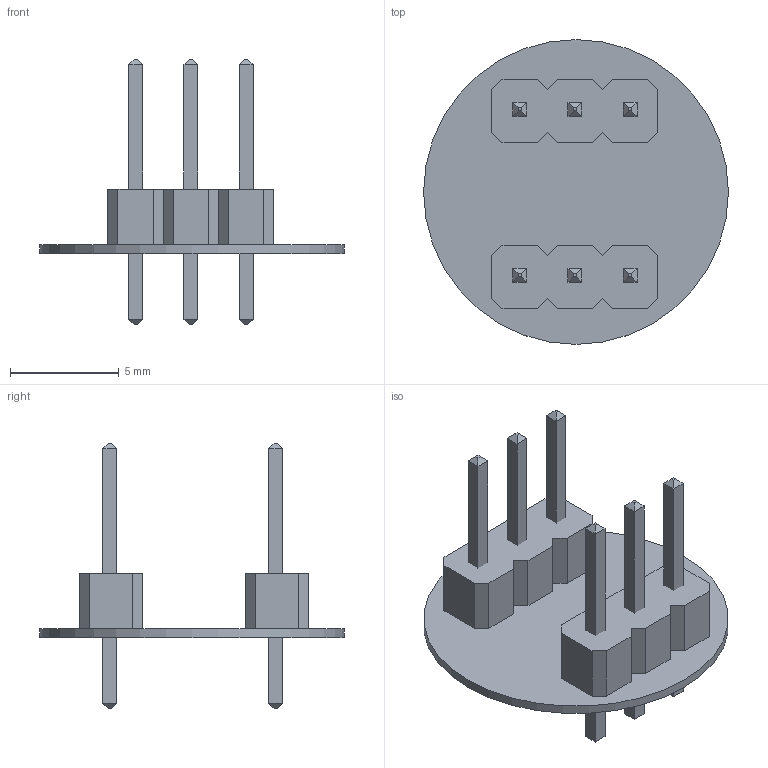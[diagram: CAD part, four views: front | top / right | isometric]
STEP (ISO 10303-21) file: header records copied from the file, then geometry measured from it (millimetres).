
FILE_DESCRIPTION(('Open CASCADE Model'),'2;1');
FILE_NAME('Open CASCADE Shape Model','2021-05-02T15:09:45',('Author'),( 'Open CASCADE'),'Open CASCADE STEP processor 6.8','Open CASCADE 6.8' ,'Unknown');
FILE_SCHEMA(('AUTOMOTIVE_DESIGN { 1 0 10303 214 1 1 1 1 }'));
Length unit declared in the file: millimetre
Products named in the file (7): PCB; Board; Designator5; PinHeader_1X3; User_Library-PinHeaderX3; User_Library-PinHeaderX3_PinHeader_Body_1; User_Library-PinHeaderX3_PinHeader_Pins_1
Assembly tree (7 placements, depth 5):
  PCB
    Board
    Designator5
      PinHeader_1X3  x2
        User_Library-PinHeaderX3
          User_Library-PinHeaderX3_PinHeader_Body_1
          User_Library-PinHeaderX3_PinHeader_Pins_1
Bounding box: 14 x 14 x 12.19 mm (x, y, z)
Volume: 200.3 mm3; surface area: 720 mm2
Topology: 5 solids, 5 shells, 145 faces, 357 edges, 222 vertices
Faces by surface type: plane 138, cylinder 7
Full cylindrical faces by diameter (mm): 1.016 x6, 14 x1
Entity records: 2858 total; most frequent: CARTESIAN_POINT 392, ORIENTED_EDGE 378, DIRECTION 373, EDGE_CURVE 189, LINE 175, VECTOR 175, VERTEX_POINT 118, AXIS2_PLACEMENT_3D 99
